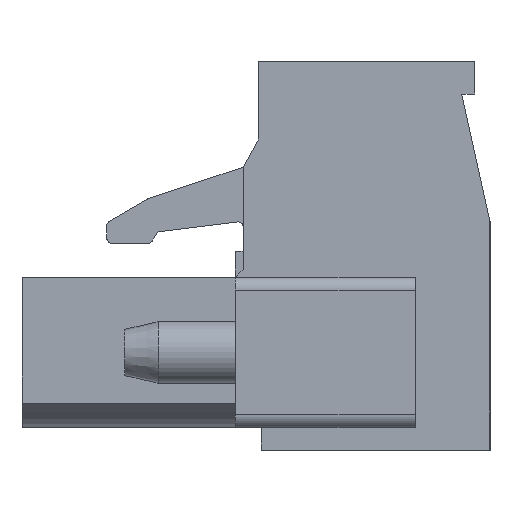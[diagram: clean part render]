
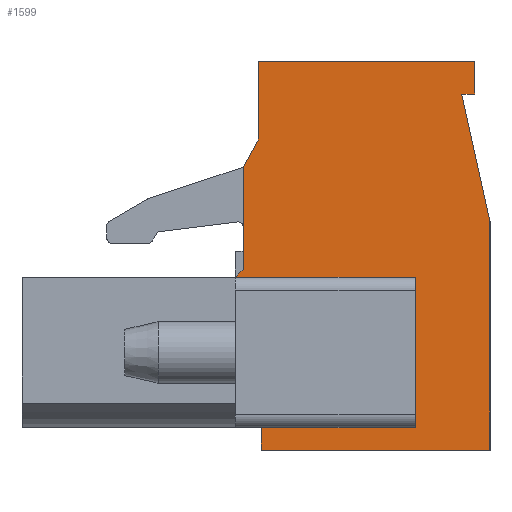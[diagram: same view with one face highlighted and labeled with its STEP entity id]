
A CAD part, left-side view. The second image highlights one B-rep face of the part: STEP entity #1599.
In plain terms, the highlighted planar face has unit normal (-1, 0, 0).
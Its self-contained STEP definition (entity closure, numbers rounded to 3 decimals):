
#1599 = ADVANCED_FACE( '', ( #3412 ), #3413, .T. );
#3412 = FACE_OUTER_BOUND( '', #5465, .T. );
#3413 = PLANE( '', #5466 );
#5465 = EDGE_LOOP( '', ( #9742, #9743, #9744, #9745, #9746, #9747, #9748, #9749, #9750, #9751, #9752, #9753, #9754, #9755 ) );
#5466 = AXIS2_PLACEMENT_3D( '', #9756, #9757, #9758 );
#9742 = ORIENTED_EDGE( '', *, *, #14097, .F. );
#9743 = ORIENTED_EDGE( '', *, *, #14098, .F. );
#9744 = ORIENTED_EDGE( '', *, *, #14099, .F. );
#9745 = ORIENTED_EDGE( '', *, *, #14100, .T. );
#9746 = ORIENTED_EDGE( '', *, *, #13189, .T. );
#9747 = ORIENTED_EDGE( '', *, *, #14101, .T. );
#9748 = ORIENTED_EDGE( '', *, *, #12945, .T. );
#9749 = ORIENTED_EDGE( '', *, *, #13564, .T. );
#9750 = ORIENTED_EDGE( '', *, *, #13160, .T. );
#9751 = ORIENTED_EDGE( '', *, *, #13865, .T. );
#9752 = ORIENTED_EDGE( '', *, *, #13762, .T. );
#9753 = ORIENTED_EDGE( '', *, *, #14102, .T. );
#9754 = ORIENTED_EDGE( '', *, *, #13887, .T. );
#9755 = ORIENTED_EDGE( '', *, *, #13725, .T. );
#9756 = CARTESIAN_POINT( '', ( -14.24, 0., 0. ) );
#9757 = DIRECTION( '', ( -1., 0., 0. ) );
#9758 = DIRECTION( '', ( 0., 0., 1. ) );
#12945 = EDGE_CURVE( '', #15760, #15758, #15761, .T. );
#13160 = EDGE_CURVE( '', #16111, #16112, #16113, .T. );
#13189 = EDGE_CURVE( '', #16158, #16159, #16160, .T. );
#13564 = EDGE_CURVE( '', #15758, #16111, #16750, .T. );
#13725 = EDGE_CURVE( '', #16980, #16409, #16986, .F. );
#13762 = EDGE_CURVE( '', #17039, #17040, #17041, .T. );
#13865 = EDGE_CURVE( '', #16112, #17039, #17181, .T. );
#13887 = EDGE_CURVE( '', #17213, #16980, #17214, .T. );
#14097 = EDGE_CURVE( '', #17484, #16409, #17485, .T. );
#14098 = EDGE_CURVE( '', #17486, #17484, #17487, .T. );
#14099 = EDGE_CURVE( '', #17488, #17486, #17489, .T. );
#14100 = EDGE_CURVE( '', #17488, #16158, #17490, .T. );
#14101 = EDGE_CURVE( '', #16159, #15760, #17491, .T. );
#14102 = EDGE_CURVE( '', #17040, #17213, #17492, .T. );
#15758 = VERTEX_POINT( '', #19710 );
#15760 = VERTEX_POINT( '', #19713 );
#15761 = LINE( '', #19714, #19715 );
#16111 = VERTEX_POINT( '', #20214 );
#16112 = VERTEX_POINT( '', #20215 );
#16113 = LINE( '', #20216, #20217 );
#16158 = VERTEX_POINT( '', #20280 );
#16159 = VERTEX_POINT( '', #20281 );
#16160 = LINE( '', #20282, #20283 );
#16409 = VERTEX_POINT( '', #20646 );
#16750 = LINE( '', #21157, #21158 );
#16980 = VERTEX_POINT( '', #21496 );
#16986 = LINE( '', #21506, #21507 );
#17039 = VERTEX_POINT( '', #21582 );
#17040 = VERTEX_POINT( '', #21583 );
#17041 = LINE( '', #21584, #21585 );
#17181 = LINE( '', #21792, #21793 );
#17213 = VERTEX_POINT( '', #21845 );
#17214 = LINE( '', #21846, #21847 );
#17484 = VERTEX_POINT( '', #22235 );
#17485 = LINE( '', #22236, #22237 );
#17486 = VERTEX_POINT( '', #22238 );
#17487 = LINE( '', #22239, #22240 );
#17488 = VERTEX_POINT( '', #22241 );
#17489 = LINE( '', #22242, #22243 );
#17490 = LINE( '', #22244, #22245 );
#17491 = LINE( '', #22246, #22247 );
#17492 = LINE( '', #22248, #22249 );
#19710 = CARTESIAN_POINT( '', ( -14.24, -3.35, 9.4 ) );
#19713 = CARTESIAN_POINT( '', ( -14.24, -4.45, 4.45 ) );
#19714 = CARTESIAN_POINT( '', ( -14.24, -4.45, 4.45 ) );
#19715 = VECTOR( '', #23826, 1000. );
#20214 = CARTESIAN_POINT( '', ( -14.24, -3.85, 9.4 ) );
#20215 = CARTESIAN_POINT( '', ( -14.24, -3.85, 10.65 ) );
#20216 = CARTESIAN_POINT( '', ( -14.24, -3.85, 9.4 ) );
#20217 = VECTOR( '', #24040, 1000. );
#20280 = CARTESIAN_POINT( '', ( -14.24, 4.45, -4.45 ) );
#20281 = CARTESIAN_POINT( '', ( -14.24, -4.45, -4.45 ) );
#20282 = CARTESIAN_POINT( '', ( -14.24, 4.45, -4.45 ) );
#20283 = VECTOR( '', #24071, 1000. );
#20646 = CARTESIAN_POINT( '', ( -14.24, 5.45, 2.275 ) );
#21157 = CARTESIAN_POINT( '', ( -14.24, -3.35, 9.4 ) );
#21158 = VECTOR( '', #24442, 1000. );
#21496 = CARTESIAN_POINT( '', ( -14.24, 5.15, 2.575 ) );
#21506 = CARTESIAN_POINT( '', ( -14.24, 5.15, 2.575 ) );
#21507 = VECTOR( '', #24594, 1000. );
#21582 = CARTESIAN_POINT( '', ( -14.24, 4.55, 10.65 ) );
#21583 = CARTESIAN_POINT( '', ( -14.24, 4.55, 7.65 ) );
#21584 = CARTESIAN_POINT( '', ( -14.24, 4.55, 10.65 ) );
#21585 = VECTOR( '', #24629, 1000. );
#21792 = CARTESIAN_POINT( '', ( -14.24, -3.85, 10.65 ) );
#21793 = VECTOR( '', #24718, 1000. );
#21845 = CARTESIAN_POINT( '', ( -14.24, 5.15, 6.55 ) );
#21846 = CARTESIAN_POINT( '', ( -14.24, 5.15, 6.55 ) );
#21847 = VECTOR( '', #24739, 1000. );
#22235 = CARTESIAN_POINT( '', ( -14.24, -1.55, 2.275 ) );
#22236 = CARTESIAN_POINT( '', ( -14.24, -1.55, 2.275 ) );
#22237 = VECTOR( '', #24924, 1000. );
#22238 = CARTESIAN_POINT( '', ( -14.24, -1.55, -3.575 ) );
#22239 = CARTESIAN_POINT( '', ( -14.24, -1.55, -3.575 ) );
#22240 = VECTOR( '', #24925, 1000. );
#22241 = CARTESIAN_POINT( '', ( -14.24, 4.45, -3.575 ) );
#22242 = CARTESIAN_POINT( '', ( -14.24, 5.45, -3.575 ) );
#22243 = VECTOR( '', #24926, 1000. );
#22244 = CARTESIAN_POINT( '', ( -14.24, 4.45, -3.575 ) );
#22245 = VECTOR( '', #24927, 1000. );
#22246 = CARTESIAN_POINT( '', ( -14.24, -4.45, -4.45 ) );
#22247 = VECTOR( '', #24928, 1000. );
#22248 = CARTESIAN_POINT( '', ( -14.24, 4.55, 7.65 ) );
#22249 = VECTOR( '', #24929, 1000. );
#23826 = DIRECTION( '', ( 0., 0.217, 0.976 ) );
#24040 = DIRECTION( '', ( 0., 0., 1. ) );
#24071 = DIRECTION( '', ( 0., -1., 0. ) );
#24442 = DIRECTION( '', ( 0., -1., 0. ) );
#24594 = DIRECTION( '', ( 0., -0.707, 0.707 ) );
#24629 = DIRECTION( '', ( 0., 0., -1. ) );
#24718 = DIRECTION( '', ( 0., 1., 0. ) );
#24739 = DIRECTION( '', ( 0., 0., -1. ) );
#24924 = DIRECTION( '', ( 0., 1., 0. ) );
#24925 = DIRECTION( '', ( 0., 0., 1. ) );
#24926 = DIRECTION( '', ( 0., -1., 0. ) );
#24927 = DIRECTION( '', ( 0., 0., -1. ) );
#24928 = DIRECTION( '', ( 0., 0., 1. ) );
#24929 = DIRECTION( '', ( 0., 0.479, -0.878 ) );
